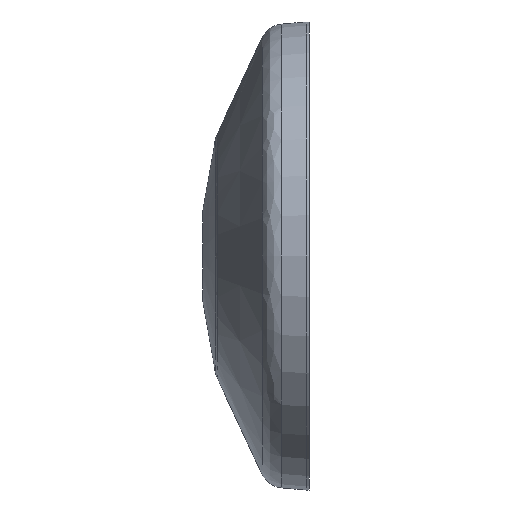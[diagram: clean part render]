
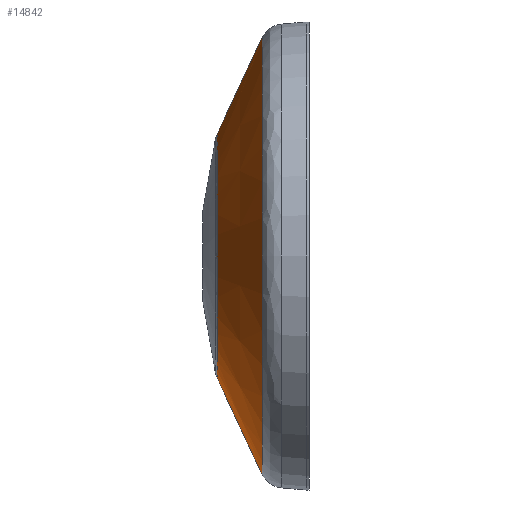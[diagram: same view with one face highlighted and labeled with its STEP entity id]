
A CAD part, left-side view. The second image highlights one B-rep face of the part: STEP entity #14842.
In plain terms, the highlighted conical face has half-angle 65 degrees and reference radius 36.838 mm.
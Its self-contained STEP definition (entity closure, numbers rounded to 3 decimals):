
#1225 = VERTEX_POINT ( 'NONE', #17756 ) ;
#1732 = CARTESIAN_POINT ( 'NONE',  ( 39.5, 15.554, 20.587 ) ) ;
#2204 = EDGE_LOOP ( 'NONE', ( #2737, #4397, #5277, #5675 ) ) ;
#2737 = ORIENTED_EDGE ( 'NONE', *, *, #15112, .F. ) ;
#2748 = DIRECTION ( 'NONE',  ( 0., 1., 0. ) ) ;
#2751 = CONICAL_SURFACE ( 'NONE', #5682, 36.838, 1.134 ) ;
#3022 = LINE ( 'NONE', #18145, #15234 ) ;
#3705 = CARTESIAN_POINT ( 'NONE',  ( 39.5, 15.554, -20.587 ) ) ;
#4234 = DIRECTION ( 'NONE',  ( 0., 0., -1. ) ) ;
#4358 = VECTOR ( 'NONE', #5068, 1000. ) ;
#4397 = ORIENTED_EDGE ( 'NONE', *, *, #8595, .T. ) ;
#5068 = DIRECTION ( 'NONE',  ( 0., -0.423, 0.906 ) ) ;
#5277 = ORIENTED_EDGE ( 'NONE', *, *, #7313, .T. ) ;
#5629 = DIRECTION ( 'NONE',  ( 0., 0., -1. ) ) ;
#5675 = ORIENTED_EDGE ( 'NONE', *, *, #18747, .T. ) ;
#5682 = AXIS2_PLACEMENT_3D ( 'NONE', #18683, #18559, #8441 ) ;
#6219 = FACE_OUTER_BOUND ( 'NONE', #2204, .T. ) ;
#7048 = CARTESIAN_POINT ( 'NONE',  ( 39.5, 15.554, 0. ) ) ;
#7104 = VERTEX_POINT ( 'NONE', #1732 ) ;
#7134 = CARTESIAN_POINT ( 'NONE',  ( 39.5, 7.976, 0. ) ) ;
#7313 = EDGE_CURVE ( 'NONE', #13429, #1225, #3022, .T. ) ;
#7895 = CARTESIAN_POINT ( 'NONE',  ( 39.5, 7.976, 36.838 ) ) ;
#8441 = DIRECTION ( 'NONE',  ( 0., 0., -1. ) ) ;
#8497 = LINE ( 'NONE', #7895, #4358 ) ;
#8595 = EDGE_CURVE ( 'NONE', #7104, #13429, #18938, .T. ) ;
#9197 = CIRCLE ( 'NONE', #13048, 36.838 ) ;
#10953 = DIRECTION ( 'NONE',  ( 0., -0.423, -0.906 ) ) ;
#13048 = AXIS2_PLACEMENT_3D ( 'NONE', #7134, #2748, #4234 ) ;
#13072 = AXIS2_PLACEMENT_3D ( 'NONE', #7048, #18702, #5629 ) ;
#13429 = VERTEX_POINT ( 'NONE', #3705 ) ;
#14618 = VERTEX_POINT ( 'NONE', #16285 ) ;
#14842 = ADVANCED_FACE ( 'NONE', ( #6219 ), #2751, .T. ) ;
#15112 = EDGE_CURVE ( 'NONE', #7104, #14618, #8497, .T. ) ;
#15234 = VECTOR ( 'NONE', #10953, 1000. ) ;
#16285 = CARTESIAN_POINT ( 'NONE',  ( 39.5, 7.976, 36.838 ) ) ;
#17756 = CARTESIAN_POINT ( 'NONE',  ( 39.5, 7.976, -36.838 ) ) ;
#18145 = CARTESIAN_POINT ( 'NONE',  ( 39.5, 7.976, -36.838 ) ) ;
#18559 = DIRECTION ( 'NONE',  ( 0., -1., 0. ) ) ;
#18683 = CARTESIAN_POINT ( 'NONE',  ( 39.5, 7.976, 0. ) ) ;
#18702 = DIRECTION ( 'NONE',  ( 0., -1., 0. ) ) ;
#18747 = EDGE_CURVE ( 'NONE', #1225, #14618, #9197, .T. ) ;
#18938 = CIRCLE ( 'NONE', #13072, 20.587 ) ;
